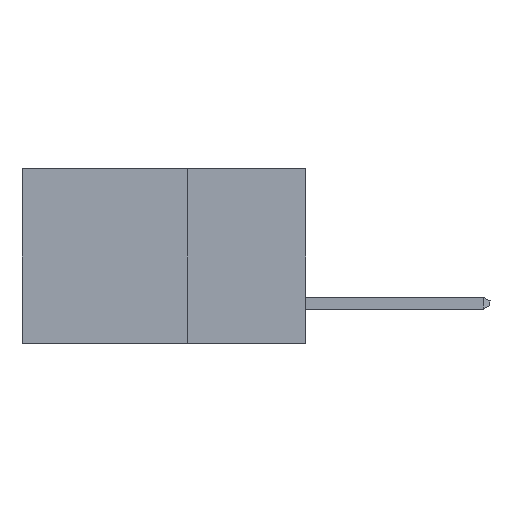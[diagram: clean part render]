
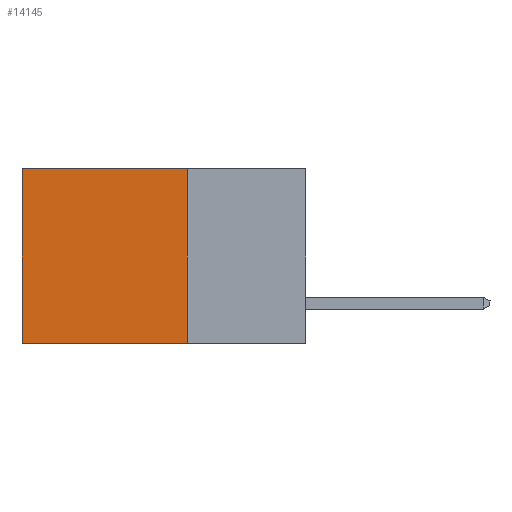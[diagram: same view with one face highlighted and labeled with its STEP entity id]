
A CAD part, left-side view. The second image highlights one B-rep face of the part: STEP entity #14145.
In plain terms, the highlighted planar face has unit normal (-1, 0, 0).
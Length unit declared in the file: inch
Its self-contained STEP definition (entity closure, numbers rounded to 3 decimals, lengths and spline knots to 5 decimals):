
#25 = LINE ( 'NONE', #8158, #3255 ) ;
#332 = EDGE_CURVE ( 'NONE', #9639, #9133, #8715, .T. ) ;
#1277 = LINE ( 'NONE', #5709, #12252 ) ;
#1776 = FACE_OUTER_BOUND ( 'NONE', #9226, .T. ) ;
#2903 = CARTESIAN_POINT ( 'NONE',  ( 0.2615, 0.25, 0. ) ) ;
#3067 = ORIENTED_EDGE ( 'NONE', *, *, #13921, .F. ) ;
#3153 = PLANE ( 'NONE',  #11108 ) ;
#3194 = CARTESIAN_POINT ( 'NONE',  ( 0.2615, 0.6, -0.37 ) ) ;
#3255 = VECTOR ( 'NONE', #7062, 39.37008 ) ;
#3303 = EDGE_CURVE ( 'NONE', #9124, #4836, #1277, .T. ) ;
#4836 = VERTEX_POINT ( 'NONE', #13695 ) ;
#5509 = ORIENTED_EDGE ( 'NONE', *, *, #3303, .F. ) ;
#5551 = CARTESIAN_POINT ( 'NONE',  ( 0.2615, 0.6, 0. ) ) ;
#5709 = CARTESIAN_POINT ( 'NONE',  ( 0.2615, 0.25, -0.37 ) ) ;
#6372 = LINE ( 'NONE', #7529, #8078 ) ;
#6505 = DIRECTION ( 'NONE',  ( 1., 0., 0. ) ) ;
#7062 = DIRECTION ( 'NONE',  ( 0., 1., 0. ) ) ;
#7447 = CARTESIAN_POINT ( 'NONE',  ( 0.2615, 0.25, -0.37 ) ) ;
#7529 = CARTESIAN_POINT ( 'NONE',  ( 0.2615, 0.25, -0.37 ) ) ;
#7849 = DIRECTION ( 'NONE',  ( 0., 0., -1. ) ) ;
#8078 = VECTOR ( 'NONE', #9709, 39.37008 ) ;
#8158 = CARTESIAN_POINT ( 'NONE',  ( 0.2615, 0.25, 0. ) ) ;
#8243 = VECTOR ( 'NONE', #7849, 39.37008 ) ;
#8381 = ORIENTED_EDGE ( 'NONE', *, *, #11453, .T. ) ;
#8616 = DIRECTION ( 'NONE',  ( 0., 0., -1. ) ) ;
#8715 = LINE ( 'NONE', #3194, #8243 ) ;
#9065 = DIRECTION ( 'NONE',  ( 0., 0., -1. ) ) ;
#9124 = VERTEX_POINT ( 'NONE', #2903 ) ;
#9133 = VERTEX_POINT ( 'NONE', #12132 ) ;
#9226 = EDGE_LOOP ( 'NONE', ( #12179, #3067, #5509, #8381 ) ) ;
#9639 = VERTEX_POINT ( 'NONE', #5551 ) ;
#9709 = DIRECTION ( 'NONE',  ( 0., 1., 0. ) ) ;
#11108 = AXIS2_PLACEMENT_3D ( 'NONE', #7447, #6505, #8616 ) ;
#11453 = EDGE_CURVE ( 'NONE', #9124, #9639, #25, .T. ) ;
#12132 = CARTESIAN_POINT ( 'NONE',  ( 0.2615, 0.6, -0.37 ) ) ;
#12179 = ORIENTED_EDGE ( 'NONE', *, *, #332, .T. ) ;
#12252 = VECTOR ( 'NONE', #9065, 39.37008 ) ;
#13695 = CARTESIAN_POINT ( 'NONE',  ( 0.2615, 0.25, -0.37 ) ) ;
#13921 = EDGE_CURVE ( 'NONE', #4836, #9133, #6372, .T. ) ;
#14145 = ADVANCED_FACE ( 'NONE', ( #1776 ), #3153, .F. ) ;
